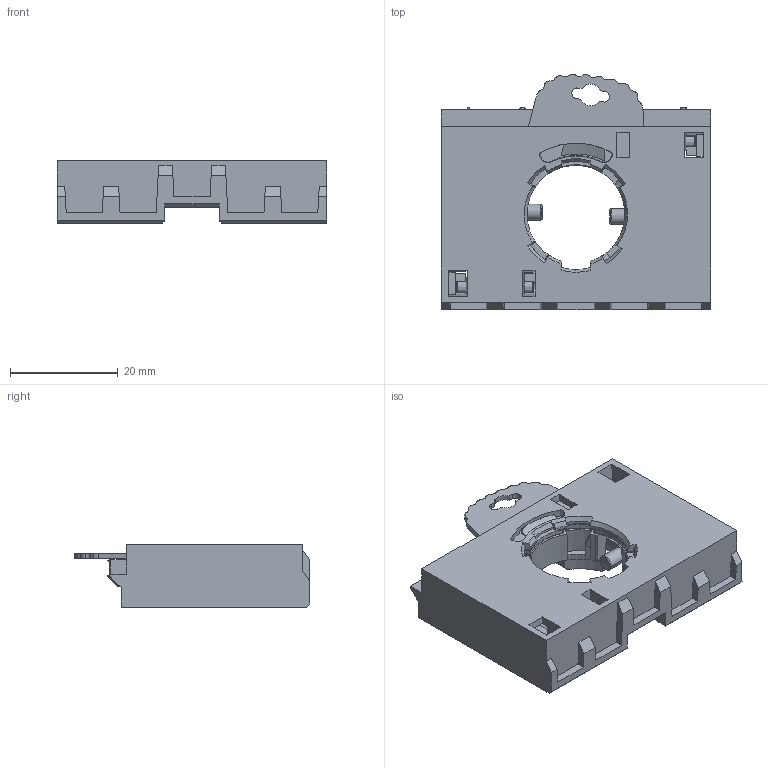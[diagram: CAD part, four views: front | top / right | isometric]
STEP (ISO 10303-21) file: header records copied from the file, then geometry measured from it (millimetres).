
FILE_DESCRIPTION(('STEP AP214'),'1');
FILE_NAME('335E.stp','2009-02-12T12:28:10',(' '),('Legrand SA'),'XStep 1.0','TRANSCAD',' ');
FILE_SCHEMA(('automotive_design'));
Length unit declared in the file: millimetre
Products named in the file (4): Part1|Corps principal ( *SOL2 - wsp *MASTER -  )|Solide.1 (  de JELE 9470 : issu de *SOL2 - wsp *MASTER -  ) ( Brep de *SOL2 ); Part1|Corps de pièce.2 ( *SOL3 - wsp *MASTER -  )|Solide.2 (  de JELE 14192 : issu de *SOL3 - wsp *MASTER -  ) ( Brep de *SOL3 ); Part1|Corps de pièce.3 ( *SOL4 - wsp *MASTER -  )|Solide.3 (  de JELE 18998 : issu de *SOL4 - wsp *MASTER -  ) ( Brep de *SOL4 ); Part1|Corps de pièce.4 ( *SOL5 - wsp *MASTER -  )|Solide.4 (  de JELE 80192 : issu de *SOL5 - wsp *MASTER -  ) ( Brep de *SOL5 )
Bounding box: 50 x 43.69 x 11.6 mm (x, y, z)
Volume: 8147.1 mm3; surface area: 12689.5 mm2
Topology: 4 solids, 4 shells, 958 faces, 2720 edges, 1717 vertices
Faces by surface type: plane 449, cylinder 262, bspline 220, sphere 18, cone 9
Entity records: 45607 total; most frequent: CARTESIAN_POINT 14733, ORIENTED_EDGE 5312, DIRECTION 3979, EDGE_CURVE 2656, VERTEX_POINT 1714, LINE 1531, VECTOR 1531, AXIS2_PLACEMENT_3D 1224
